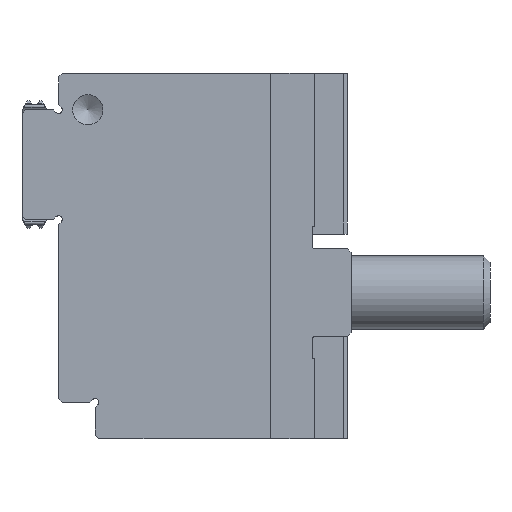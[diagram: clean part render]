
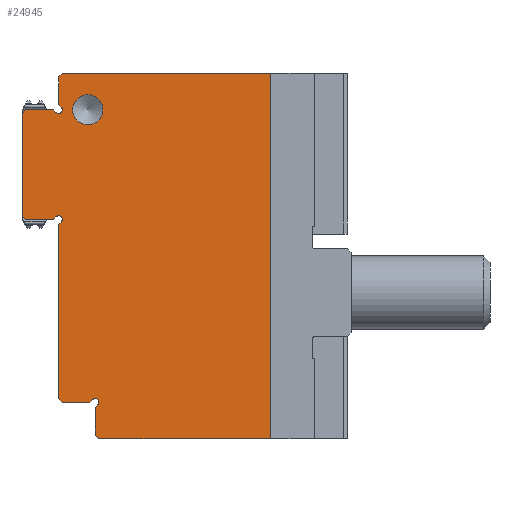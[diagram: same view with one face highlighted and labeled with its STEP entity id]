
A CAD part, left-side view. The second image highlights one B-rep face of the part: STEP entity #24945.
In plain terms, the highlighted planar face has unit normal (-1, 0, 0).
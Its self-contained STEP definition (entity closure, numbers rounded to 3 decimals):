
#21990=CARTESIAN_POINT('',(-52.539,25.79,28.485));
#21991=VERTEX_POINT('',#21990);
#21998=CARTESIAN_POINT('',(-52.539,29.583,28.485));
#21999=VERTEX_POINT('',#21998);
#22000=CARTESIAN_POINT('',(-52.539,25.79,28.485));
#22001=DIRECTION('',(0.0,1.0,0.0));
#22002=VECTOR('',#22001,3.793);
#22003=LINE('',#22000,#22002);
#22004=EDGE_CURVE('',#21991,#21999,#22003,.T.);
#22279=CARTESIAN_POINT('',(-52.539,30.083,28.985));
#22280=VERTEX_POINT('',#22279);
#22287=CARTESIAN_POINT('',(-52.539,30.083,42.985));
#22288=VERTEX_POINT('',#22287);
#22289=CARTESIAN_POINT('',(-52.539,30.083,42.985));
#22290=DIRECTION('',(0.0,0.0,-1.0));
#22291=VECTOR('',#22290,14.);
#22292=LINE('',#22289,#22291);
#22293=EDGE_CURVE('',#22288,#22280,#22292,.T.);
#23713=CARTESIAN_POINT('',(-52.539,29.583,43.485));
#23714=VERTEX_POINT('',#23713);
#23715=CARTESIAN_POINT('',(-52.539,30.083,42.985));
#23716=DIRECTION('',(0.0,-0.707,0.707));
#23717=VECTOR('',#23716,0.707);
#23718=LINE('',#23715,#23717);
#23719=EDGE_CURVE('',#22288,#23714,#23718,.T.);
#24653=CARTESIAN_POINT('',(-52.539,-3.917,-1.515));
#24654=VERTEX_POINT('',#24653);
#24662=CARTESIAN_POINT('',(-52.539,-3.917,48.485));
#24663=VERTEX_POINT('',#24662);
#24670=CARTESIAN_POINT('',(-52.539,-3.917,-1.515));
#24671=DIRECTION('',(0.0,0.0,1.0));
#24672=VECTOR('',#24671,50.0);
#24673=LINE('',#24670,#24672);
#24674=EDGE_CURVE('',#24654,#24663,#24673,.T.);
#24723=CARTESIAN_POINT('',(-52.539,19.583,-1.515));
#24724=VERTEX_POINT('',#24723);
#24725=CARTESIAN_POINT('',(-52.539,-3.917,-1.515));
#24726=DIRECTION('',(0.0,1.0,0.0));
#24727=VECTOR('',#24726,23.5);
#24728=LINE('',#24725,#24727);
#24729=EDGE_CURVE('',#24654,#24724,#24728,.T.);
#24768=CARTESIAN_POINT('',(-52.539,29.583,28.485));
#24769=DIRECTION('',(0.0,0.707,0.707));
#24770=VECTOR('',#24769,0.707);
#24771=LINE('',#24768,#24770);
#24772=EDGE_CURVE('',#21999,#22280,#24771,.T.);
#24778=CARTESIAN_POINT('',(-52.539,20.763,25.347));
#24779=DIRECTION('',(1.0,0.0,0.0));
#24780=DIRECTION('',(0.0,0.0,-1.0));
#24781=AXIS2_PLACEMENT_3D('',#24778,#24779,#24780);
#24782=PLANE('',#24781);
#24783=ORIENTED_EDGE('',*,*,#24674,.T.);
#24784=CARTESIAN_POINT('',(-52.539,24.583,48.485));
#24785=VERTEX_POINT('',#24784);
#24786=CARTESIAN_POINT('',(-52.539,-3.917,48.485));
#24787=DIRECTION('',(0.0,1.0,0.0));
#24788=VECTOR('',#24787,28.5);
#24789=LINE('',#24786,#24788);
#24790=EDGE_CURVE('',#24663,#24785,#24789,.T.);
#24791=ORIENTED_EDGE('',*,*,#24790,.T.);
#24792=CARTESIAN_POINT('',(-52.539,25.083,47.985));
#24793=VERTEX_POINT('',#24792);
#24794=CARTESIAN_POINT('',(-52.539,25.083,47.985));
#24795=DIRECTION('',(0.0,-0.707,0.707));
#24796=VECTOR('',#24795,0.707);
#24797=LINE('',#24794,#24796);
#24798=EDGE_CURVE('',#24793,#24785,#24797,.T.);
#24799=ORIENTED_EDGE('',*,*,#24798,.F.);
#24800=CARTESIAN_POINT('',(-52.539,25.083,44.192));
#24801=VERTEX_POINT('',#24800);
#24802=CARTESIAN_POINT('',(-52.539,25.083,44.192));
#24803=DIRECTION('',(0.0,0.0,1.0));
#24804=VECTOR('',#24803,3.793);
#24805=LINE('',#24802,#24804);
#24806=EDGE_CURVE('',#24801,#24793,#24805,.T.);
#24807=ORIENTED_EDGE('',*,*,#24806,.F.);
#24808=CARTESIAN_POINT('',(-52.539,24.73,43.838));
#24809=VERTEX_POINT('',#24808);
#24810=CARTESIAN_POINT('',(-52.539,24.73,43.838));
#24811=DIRECTION('',(0.0,0.707,0.707));
#24812=VECTOR('',#24811,0.5);
#24813=LINE('',#24810,#24812);
#24814=EDGE_CURVE('',#24809,#24801,#24813,.T.);
#24815=ORIENTED_EDGE('',*,*,#24814,.F.);
#24816=CARTESIAN_POINT('',(-52.539,25.437,43.131));
#24817=VERTEX_POINT('',#24816);
#24818=CARTESIAN_POINT('',(-52.539,25.083,43.485));
#24819=DIRECTION('',(-1.0,0.,0.));
#24820=DIRECTION('',(0.,-0.707,0.707));
#24821=AXIS2_PLACEMENT_3D('',#24818,#24819,#24820);
#24822=CIRCLE('',#24821,0.5);
#24823=EDGE_CURVE('',#24817,#24809,#24822,.T.);
#24824=ORIENTED_EDGE('',*,*,#24823,.F.);
#24825=CARTESIAN_POINT('',(-52.539,25.79,43.485));
#24826=VERTEX_POINT('',#24825);
#24827=CARTESIAN_POINT('',(-52.539,25.79,43.485));
#24828=DIRECTION('',(0.0,-0.707,-0.707));
#24829=VECTOR('',#24828,0.5);
#24830=LINE('',#24827,#24829);
#24831=EDGE_CURVE('',#24826,#24817,#24830,.T.);
#24832=ORIENTED_EDGE('',*,*,#24831,.F.);
#24833=CARTESIAN_POINT('',(-52.539,29.583,43.485));
#24834=DIRECTION('',(0.0,-1.0,0.0));
#24835=VECTOR('',#24834,3.793);
#24836=LINE('',#24833,#24835);
#24837=EDGE_CURVE('',#23714,#24826,#24836,.T.);
#24838=ORIENTED_EDGE('',*,*,#24837,.F.);
#24839=ORIENTED_EDGE('',*,*,#23719,.F.);
#24840=ORIENTED_EDGE('',*,*,#22293,.T.);
#24841=ORIENTED_EDGE('',*,*,#24772,.F.);
#24842=ORIENTED_EDGE('',*,*,#22004,.F.);
#24843=CARTESIAN_POINT('',(-52.539,25.437,28.838));
#24844=VERTEX_POINT('',#24843);
#24845=CARTESIAN_POINT('',(-52.539,25.437,28.838));
#24846=DIRECTION('',(0.0,0.707,-0.707));
#24847=VECTOR('',#24846,0.5);
#24848=LINE('',#24845,#24847);
#24849=EDGE_CURVE('',#24844,#21991,#24848,.T.);
#24850=ORIENTED_EDGE('',*,*,#24849,.F.);
#24851=CARTESIAN_POINT('',(-52.539,24.73,28.131));
#24852=VERTEX_POINT('',#24851);
#24853=CARTESIAN_POINT('',(-52.539,25.083,28.485));
#24854=DIRECTION('',(-1.0,0.,0.));
#24855=DIRECTION('',(0.,0.707,0.707));
#24856=AXIS2_PLACEMENT_3D('',#24853,#24854,#24855);
#24857=CIRCLE('',#24856,0.5);
#24858=EDGE_CURVE('',#24852,#24844,#24857,.T.);
#24859=ORIENTED_EDGE('',*,*,#24858,.F.);
#24860=CARTESIAN_POINT('',(-52.539,25.083,27.777));
#24861=VERTEX_POINT('',#24860);
#24862=CARTESIAN_POINT('',(-52.539,25.083,27.777));
#24863=DIRECTION('',(0.0,-0.707,0.707));
#24864=VECTOR('',#24863,0.5);
#24865=LINE('',#24862,#24864);
#24866=EDGE_CURVE('',#24861,#24852,#24865,.T.);
#24867=ORIENTED_EDGE('',*,*,#24866,.F.);
#24868=CARTESIAN_POINT('',(-52.539,25.083,3.985));
#24869=VERTEX_POINT('',#24868);
#24870=CARTESIAN_POINT('',(-52.539,25.083,3.985));
#24871=DIRECTION('',(0.0,0.0,1.0));
#24872=VECTOR('',#24871,23.793);
#24873=LINE('',#24870,#24872);
#24874=EDGE_CURVE('',#24869,#24861,#24873,.T.);
#24875=ORIENTED_EDGE('',*,*,#24874,.F.);
#24876=CARTESIAN_POINT('',(-52.539,24.583,3.485));
#24877=VERTEX_POINT('',#24876);
#24878=CARTESIAN_POINT('',(-52.539,24.583,3.485));
#24879=DIRECTION('',(0.0,0.707,0.707));
#24880=VECTOR('',#24879,0.707);
#24881=LINE('',#24878,#24880);
#24882=EDGE_CURVE('',#24877,#24869,#24881,.T.);
#24883=ORIENTED_EDGE('',*,*,#24882,.F.);
#24884=CARTESIAN_POINT('',(-52.539,20.79,3.485));
#24885=VERTEX_POINT('',#24884);
#24886=CARTESIAN_POINT('',(-52.539,24.583,3.485));
#24887=DIRECTION('',(0.0,-1.0,0.0));
#24888=VECTOR('',#24887,3.793);
#24889=LINE('',#24886,#24888);
#24890=EDGE_CURVE('',#24877,#24885,#24889,.T.);
#24891=ORIENTED_EDGE('',*,*,#24890,.T.);
#24892=CARTESIAN_POINT('',(-52.539,20.437,3.838));
#24893=VERTEX_POINT('',#24892);
#24894=CARTESIAN_POINT('',(-52.539,20.79,3.485));
#24895=DIRECTION('',(0.0,-0.707,0.707));
#24896=VECTOR('',#24895,0.5);
#24897=LINE('',#24894,#24896);
#24898=EDGE_CURVE('',#24885,#24893,#24897,.T.);
#24899=ORIENTED_EDGE('',*,*,#24898,.T.);
#24900=CARTESIAN_POINT('',(-52.539,19.73,3.131));
#24901=VERTEX_POINT('',#24900);
#24902=CARTESIAN_POINT('',(-52.539,20.083,3.485));
#24903=DIRECTION('',(1.0,0.,0.));
#24904=DIRECTION('',(0.,-0.707,-0.707));
#24905=AXIS2_PLACEMENT_3D('',#24902,#24903,#24904);
#24906=CIRCLE('',#24905,0.5);
#24907=EDGE_CURVE('',#24893,#24901,#24906,.T.);
#24908=ORIENTED_EDGE('',*,*,#24907,.T.);
#24909=CARTESIAN_POINT('',(-52.539,20.083,2.777));
#24910=VERTEX_POINT('',#24909);
#24911=CARTESIAN_POINT('',(-52.539,19.73,3.131));
#24912=DIRECTION('',(0.0,0.707,-0.707));
#24913=VECTOR('',#24912,0.5);
#24914=LINE('',#24911,#24913);
#24915=EDGE_CURVE('',#24901,#24910,#24914,.T.);
#24916=ORIENTED_EDGE('',*,*,#24915,.T.);
#24917=CARTESIAN_POINT('',(-52.539,20.083,-1.015));
#24918=VERTEX_POINT('',#24917);
#24919=CARTESIAN_POINT('',(-52.539,20.083,2.777));
#24920=DIRECTION('',(0.0,0.0,-1.0));
#24921=VECTOR('',#24920,3.793);
#24922=LINE('',#24919,#24921);
#24923=EDGE_CURVE('',#24910,#24918,#24922,.T.);
#24924=ORIENTED_EDGE('',*,*,#24923,.T.);
#24925=CARTESIAN_POINT('',(-52.539,19.583,-1.515));
#24926=DIRECTION('',(0.,0.707,0.707));
#24927=VECTOR('',#24926,0.707);
#24928=LINE('',#24925,#24927);
#24929=EDGE_CURVE('',#24724,#24918,#24928,.T.);
#24930=ORIENTED_EDGE('',*,*,#24929,.F.);
#24931=ORIENTED_EDGE('',*,*,#24729,.F.);
#24932=EDGE_LOOP('',(#24783,#24791,#24799,#24807,#24815,#24824,#24832,#24838,#24839,#24840,#24841,#24842,#24850,#24859,#24867,#24875,#24883,#24891,#24899,#24908,#24916,#24924,#24930,#24931));
#24933=FACE_OUTER_BOUND('',#24932,.T.);
#24934=CARTESIAN_POINT('',(-52.539,21.083,45.552));
#24935=VERTEX_POINT('',#24934);
#24936=CARTESIAN_POINT('',(-52.539,21.083,43.485));
#24937=DIRECTION('',(1.0,0.0,0.0));
#24938=DIRECTION('',(0.0,0.0,1.0));
#24939=AXIS2_PLACEMENT_3D('',#24936,#24937,#24938);
#24940=CIRCLE('',#24939,2.067);
#24941=EDGE_CURVE('',#24935,#24935,#24940,.T.);
#24942=ORIENTED_EDGE('',*,*,#24941,.T.);
#24943=EDGE_LOOP('',(#24942));
#24944=FACE_BOUND('',#24943,.T.);
#24945=ADVANCED_FACE('',(#24933,#24944),#24782,.F.);
